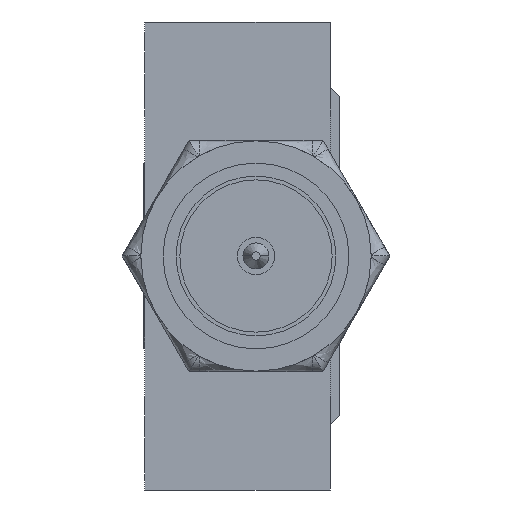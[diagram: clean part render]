
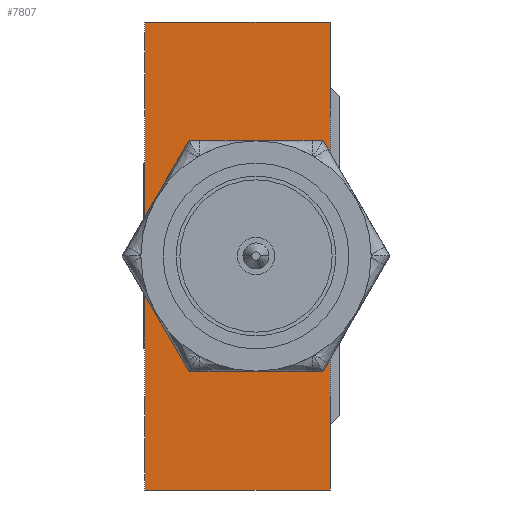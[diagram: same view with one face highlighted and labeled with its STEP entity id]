
A CAD part, left-side view. The second image highlights one B-rep face of the part: STEP entity #7807.
In plain terms, the highlighted planar face has unit normal (-1, 0, 0).
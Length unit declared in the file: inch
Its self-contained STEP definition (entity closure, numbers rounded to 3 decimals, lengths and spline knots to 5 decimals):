
#10 = EDGE_CURVE ( 'NONE', #2950, #300, #13055, .T. ) ;
#300 = VERTEX_POINT ( 'NONE', #12936 ) ;
#394 = DIRECTION ( 'NONE',  ( 0., 0., 1. ) ) ;
#544 = DIRECTION ( 'NONE',  ( 1., 0., 0. ) ) ;
#871 = ORIENTED_EDGE ( 'NONE', *, *, #9310, .F. ) ;
#1781 = VERTEX_POINT ( 'NONE', #13105 ) ;
#1871 = DIRECTION ( 'NONE',  ( 0., 0., 1. ) ) ;
#2356 = CARTESIAN_POINT ( 'NONE',  ( -0.265, 0.125, 0.315 ) ) ;
#2950 = VERTEX_POINT ( 'NONE', #17250 ) ;
#3124 = DIRECTION ( 'NONE',  ( 0., -1., 0. ) ) ;
#3580 = AXIS2_PLACEMENT_3D ( 'NONE', #2356, #544, #9254 ) ;
#4144 = DIRECTION ( 'NONE',  ( 0., -1., 0. ) ) ;
#4805 = CARTESIAN_POINT ( 'NONE',  ( -0.265, -0.125, 0.315 ) ) ;
#4858 = CARTESIAN_POINT ( 'NONE',  ( -0.265, 0.125, -0.315 ) ) ;
#5192 = LINE ( 'NONE', #4805, #12339 ) ;
#5498 = VECTOR ( 'NONE', #4144, 39.37008 ) ;
#5508 = EDGE_LOOP ( 'NONE', ( #12880, #17685, #871, #11848 ) ) ;
#6173 = LINE ( 'NONE', #16426, #11246 ) ;
#7807 = ADVANCED_FACE ( 'NONE', ( #11077 ), #17982, .F. ) ;
#8603 = EDGE_CURVE ( 'NONE', #14813, #1781, #16542, .T. ) ;
#9254 = DIRECTION ( 'NONE',  ( 0., 0., -1. ) ) ;
#9310 = EDGE_CURVE ( 'NONE', #14813, #2950, #6173, .T. ) ;
#10404 = CARTESIAN_POINT ( 'NONE',  ( -0.265, 0.125, -0.315 ) ) ;
#11077 = FACE_OUTER_BOUND ( 'NONE', #5508, .T. ) ;
#11246 = VECTOR ( 'NONE', #1871, 39.37008 ) ;
#11848 = ORIENTED_EDGE ( 'NONE', *, *, #8603, .T. ) ;
#12339 = VECTOR ( 'NONE', #394, 39.37008 ) ;
#12880 = ORIENTED_EDGE ( 'NONE', *, *, #18423, .T. ) ;
#12936 = CARTESIAN_POINT ( 'NONE',  ( -0.265, -0.125, 0.315 ) ) ;
#13055 = LINE ( 'NONE', #14299, #5498 ) ;
#13105 = CARTESIAN_POINT ( 'NONE',  ( -0.265, -0.125, -0.315 ) ) ;
#14299 = CARTESIAN_POINT ( 'NONE',  ( -0.265, 0.125, 0.315 ) ) ;
#14813 = VERTEX_POINT ( 'NONE', #10404 ) ;
#16426 = CARTESIAN_POINT ( 'NONE',  ( -0.265, 0.125, 0.315 ) ) ;
#16542 = LINE ( 'NONE', #4858, #18874 ) ;
#17250 = CARTESIAN_POINT ( 'NONE',  ( -0.265, 0.125, 0.315 ) ) ;
#17685 = ORIENTED_EDGE ( 'NONE', *, *, #10, .F. ) ;
#17982 = PLANE ( 'NONE',  #3580 ) ;
#18423 = EDGE_CURVE ( 'NONE', #1781, #300, #5192, .T. ) ;
#18874 = VECTOR ( 'NONE', #3124, 39.37008 ) ;
